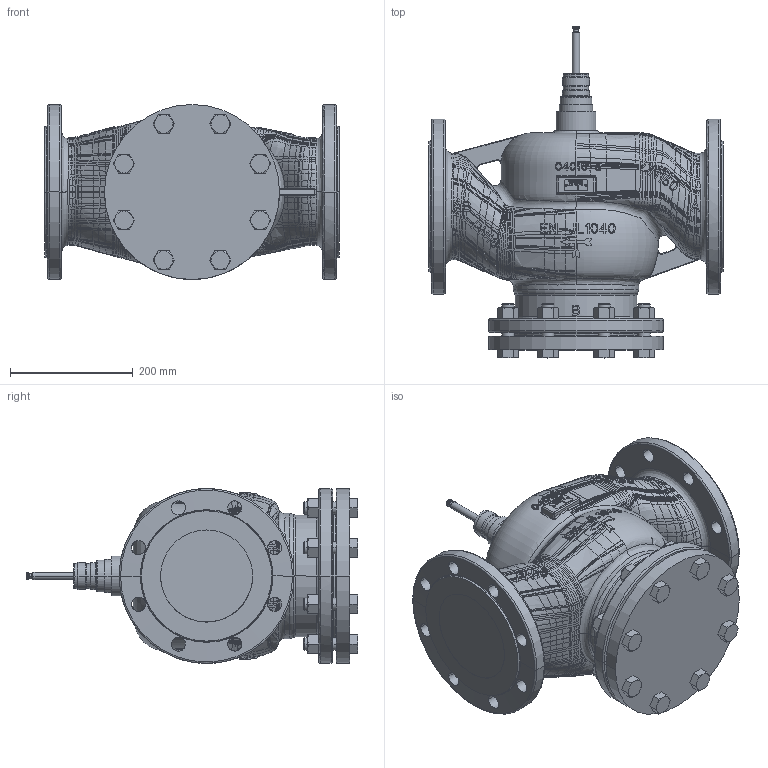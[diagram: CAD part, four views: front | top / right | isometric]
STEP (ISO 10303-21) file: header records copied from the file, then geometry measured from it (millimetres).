
FILE_DESCRIPTION(('CATIA V5 STEP Exchange','CAx-IF Rec.Pracs.--- Model Styling and Organization---1.4--- 2014-01-23','CAx-IF Rec.Pracs.---3D Tessellated Data Validation Properties---0.5---2014-09-14'),'2;1');
FILE_NAME('STEP_636150_-_TST.stp','2021-06-08T06:22:35+00:00',('none'),('none'),'CATIA Version 5-6 Release 2019 SP3','CATIA V5 STEP AP242 v1','none');
FILE_SCHEMA(('AP242_MANAGED_MODEL_BASED_3D_ENGINEERING_MIM_LF {1 0 10303 442 1 1 4}'));
Products named in the file (1): 636150 - TST
Bounding box: 480 x 540.51 x 285 mm (x, y, z)
Volume: 25397754.1 mm3; surface area: 867838.6 mm2
Topology: 1 solids, 1 shells, 6369 faces, 14725 edges, 8413 vertices
Faces by surface type: bspline 4478, plane 1403, cylinder 216, cone 202, torus 38, sphere 20, extrusion 12
Entity records: 325912 total; most frequent: CARTESIAN_POINT 223928, ORIENTED_EDGE 29386, EDGE_CURVE 14693, B_SPLINE_CURVE_WITH_KNOTS 12083, VERTEX_POINT 8413, EDGE_LOOP 6514, ADVANCED_FACE 6369, FACE_OUTER_BOUND 6369
